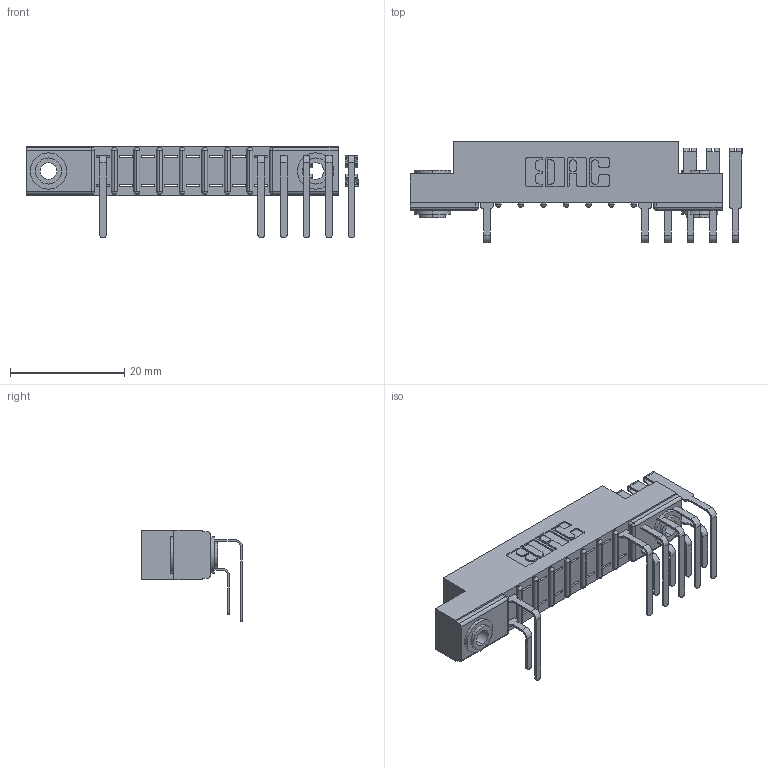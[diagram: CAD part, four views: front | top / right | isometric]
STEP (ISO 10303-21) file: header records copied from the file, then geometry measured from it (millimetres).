
FILE_DESCRIPTION (( 'STEP AP203' ), '1' );
FILE_NAME ('357-024-559-203.STEP', '2018-08-09T01:21:41', ( '' ), ( '' ), 'SwSTEP 2.0', 'SolidWorks 2016', '' );
FILE_SCHEMA (( 'CONFIG_CONTROL_DESIGN' ));
Length unit declared in the file: inch
Products named in the file (5): 307 Part_.156 Dia Mounting Holes; 307-290-001_558 559 - 1 (Single); 307-290-001_559 - 2 (Single); 345-250-002_345-250-002-102; 357-024-559-203
Assembly tree (14 placements, depth 2):
  357-024-559-203
    307 Part_.156 Dia Mounting Holes
    307-290-001_558 559 - 1 (Single)  x5
    307-290-001_559 - 2 (Single)  x6
    345-250-002_345-250-002-102  x2
Bounding box: 58.2 x 17.69 x 16.08 mm (x, y, z)
Volume: 3567.3 mm3; surface area: 5720.1 mm2
Topology: 14 solids, 14 shells, 779 faces, 2157 edges, 1394 vertices
Faces by surface type: plane 487, cylinder 266, sphere 18, cone 8
Entity records: 13658 total; most frequent: CARTESIAN_POINT 2250, DIRECTION 2227, ORIENTED_EDGE 2222, EDGE_CURVE 1111, VECTOR 829, LINE 829, VERTEX_POINT 722, AXIS2_PLACEMENT_3D 699
